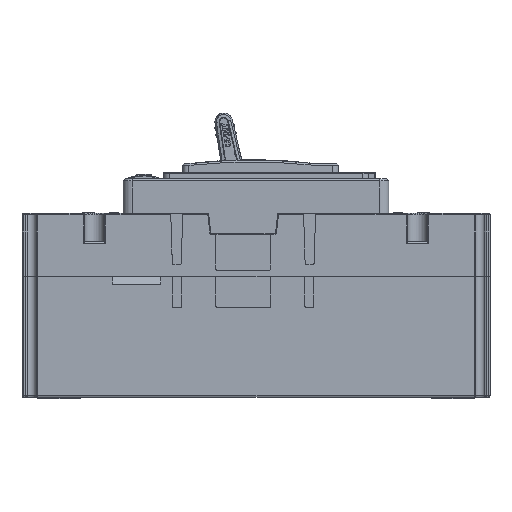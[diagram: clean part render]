
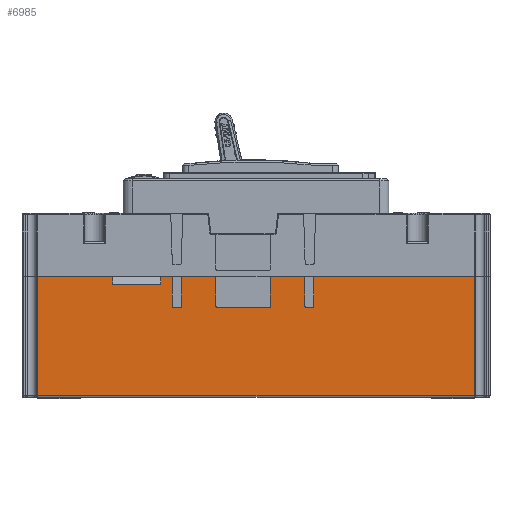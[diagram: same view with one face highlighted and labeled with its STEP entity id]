
A CAD part, left-side view. The second image highlights one B-rep face of the part: STEP entity #6985.
In plain terms, the highlighted planar face has unit normal (-1, 0, 0).
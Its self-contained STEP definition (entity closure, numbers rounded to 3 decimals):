
#2732=CIRCLE('',#94431,0.5);
#2733=CIRCLE('',#94432,0.5);
#2734=CIRCLE('',#94433,0.5);
#2735=CIRCLE('',#94434,0.5);
#2736=CIRCLE('',#94435,0.5);
#2737=CIRCLE('',#94436,0.5);
#6985=ADVANCED_FACE('',(#15305),#11826,.T.);
#11826=PLANE('',#94437);
#15305=FACE_OUTER_BOUND('',#20472,.T.);
#20472=EDGE_LOOP('',(#31084,#31085,#31086,#31087,#31088,#31089,#31090,#31091,
#31092,#31093,#31094,#31095,#31096,#31097,#31098,#31099,#31100,#31101,#31102,
#31103,#31104,#31105,#31106,#31107,#31108,#31109));
#31084=ORIENTED_EDGE('',*,*,#63888,.F.);
#31085=ORIENTED_EDGE('',*,*,#63889,.T.);
#31086=ORIENTED_EDGE('',*,*,#63890,.T.);
#31087=ORIENTED_EDGE('',*,*,#63891,.T.);
#31088=ORIENTED_EDGE('',*,*,#63892,.T.);
#31089=ORIENTED_EDGE('',*,*,#63674,.F.);
#31090=ORIENTED_EDGE('',*,*,#63893,.T.);
#31091=ORIENTED_EDGE('',*,*,#63894,.T.);
#31092=ORIENTED_EDGE('',*,*,#63895,.F.);
#31093=ORIENTED_EDGE('',*,*,#63896,.T.);
#31094=ORIENTED_EDGE('',*,*,#63897,.F.);
#31095=ORIENTED_EDGE('',*,*,#63668,.F.);
#31096=ORIENTED_EDGE('',*,*,#63898,.F.);
#31097=ORIENTED_EDGE('',*,*,#63899,.T.);
#31098=ORIENTED_EDGE('',*,*,#63900,.T.);
#31099=ORIENTED_EDGE('',*,*,#63901,.T.);
#31100=ORIENTED_EDGE('',*,*,#63902,.T.);
#31101=ORIENTED_EDGE('',*,*,#63664,.F.);
#31102=ORIENTED_EDGE('',*,*,#63903,.F.);
#31103=ORIENTED_EDGE('',*,*,#63904,.T.);
#31104=ORIENTED_EDGE('',*,*,#63905,.T.);
#31105=ORIENTED_EDGE('',*,*,#63660,.F.);
#31106=ORIENTED_EDGE('',*,*,#63906,.T.);
#31107=ORIENTED_EDGE('',*,*,#63907,.T.);
#31108=ORIENTED_EDGE('',*,*,#63908,.T.);
#31109=ORIENTED_EDGE('',*,*,#63678,.F.);
#54397=VERTEX_POINT('',#138608);
#54398=VERTEX_POINT('',#138610);
#54401=VERTEX_POINT('',#138616);
#54402=VERTEX_POINT('',#138618);
#54405=VERTEX_POINT('',#138624);
#54406=VERTEX_POINT('',#138626);
#54411=VERTEX_POINT('',#138636);
#54412=VERTEX_POINT('',#138638);
#54415=VERTEX_POINT('',#138644);
#54416=VERTEX_POINT('',#138646);
#54599=VERTEX_POINT('',#139105);
#54600=VERTEX_POINT('',#139107);
#54601=VERTEX_POINT('',#139109);
#54602=VERTEX_POINT('',#139111);
#54603=VERTEX_POINT('',#139114);
#54604=VERTEX_POINT('',#139116);
#54605=VERTEX_POINT('',#139118);
#54606=VERTEX_POINT('',#139120);
#54607=VERTEX_POINT('',#139123);
#54608=VERTEX_POINT('',#139125);
#54609=VERTEX_POINT('',#139127);
#54610=VERTEX_POINT('',#139129);
#54611=VERTEX_POINT('',#139132);
#54612=VERTEX_POINT('',#139134);
#54613=VERTEX_POINT('',#139137);
#54614=VERTEX_POINT('',#139139);
#63660=EDGE_CURVE('',#54397,#54398,#75898,.T.);
#63664=EDGE_CURVE('',#54401,#54402,#75902,.T.);
#63668=EDGE_CURVE('',#54405,#54406,#75906,.T.);
#63674=EDGE_CURVE('',#54411,#54412,#75912,.T.);
#63678=EDGE_CURVE('',#54415,#54416,#75916,.T.);
#63888=EDGE_CURVE('',#54599,#54415,#76076,.T.);
#63889=EDGE_CURVE('',#54599,#54600,#2732,.T.);
#63890=EDGE_CURVE('',#54600,#54601,#76077,.T.);
#63891=EDGE_CURVE('',#54601,#54602,#2733,.T.);
#63892=EDGE_CURVE('',#54602,#54412,#76078,.T.);
#63893=EDGE_CURVE('',#54411,#54603,#76079,.T.);
#63894=EDGE_CURVE('',#54603,#54604,#2734,.T.);
#63895=EDGE_CURVE('',#54605,#54604,#76080,.T.);
#63896=EDGE_CURVE('',#54605,#54606,#2735,.T.);
#63897=EDGE_CURVE('',#54406,#54606,#76081,.T.);
#63898=EDGE_CURVE('',#54607,#54405,#76082,.T.);
#63899=EDGE_CURVE('',#54607,#54608,#2736,.T.);
#63900=EDGE_CURVE('',#54608,#54609,#76083,.T.);
#63901=EDGE_CURVE('',#54609,#54610,#2737,.T.);
#63902=EDGE_CURVE('',#54610,#54402,#76084,.T.);
#63903=EDGE_CURVE('',#54611,#54401,#76085,.T.);
#63904=EDGE_CURVE('',#54611,#54612,#76086,.T.);
#63905=EDGE_CURVE('',#54612,#54398,#76087,.T.);
#63906=EDGE_CURVE('',#54397,#54613,#76088,.T.);
#63907=EDGE_CURVE('',#54613,#54614,#76089,.T.);
#63908=EDGE_CURVE('',#54614,#54416,#76090,.T.);
#75898=LINE('',#138609,#85200);
#75902=LINE('',#138617,#85204);
#75906=LINE('',#138625,#85208);
#75912=LINE('',#138637,#85214);
#75916=LINE('',#138645,#85218);
#76076=LINE('',#139104,#85378);
#76077=LINE('',#139108,#85379);
#76078=LINE('',#139112,#85380);
#76079=LINE('',#139113,#85381);
#76080=LINE('',#139117,#85382);
#76081=LINE('',#139121,#85383);
#76082=LINE('',#139122,#85384);
#76083=LINE('',#139126,#85385);
#76084=LINE('',#139130,#85386);
#76085=LINE('',#139131,#85387);
#76086=LINE('',#139133,#85388);
#76087=LINE('',#139135,#85389);
#76088=LINE('',#139136,#85390);
#76089=LINE('',#139138,#85391);
#76090=LINE('',#139140,#85392);
#85200=VECTOR('',#104818,1.);
#85204=VECTOR('',#104822,1.);
#85208=VECTOR('',#104826,1.);
#85214=VECTOR('',#104832,1.);
#85218=VECTOR('',#104836,1.);
#85378=VECTOR('',#105124,1.);
#85379=VECTOR('',#105127,1.);
#85380=VECTOR('',#105130,1.);
#85381=VECTOR('',#105131,1.);
#85382=VECTOR('',#105134,1.);
#85383=VECTOR('',#105137,1.);
#85384=VECTOR('',#105138,1.);
#85385=VECTOR('',#105141,1.);
#85386=VECTOR('',#105144,1.);
#85387=VECTOR('',#105145,1.);
#85388=VECTOR('',#105146,1.);
#85389=VECTOR('',#105147,1.);
#85390=VECTOR('',#105148,1.);
#85391=VECTOR('',#105149,1.);
#85392=VECTOR('',#105150,1.);
#94431=AXIS2_PLACEMENT_3D('',#139106,#105125,#105126);
#94432=AXIS2_PLACEMENT_3D('',#139110,#105128,#105129);
#94433=AXIS2_PLACEMENT_3D('',#139115,#105132,#105133);
#94434=AXIS2_PLACEMENT_3D('',#139119,#105135,#105136);
#94435=AXIS2_PLACEMENT_3D('',#139124,#105139,#105140);
#94436=AXIS2_PLACEMENT_3D('',#139128,#105142,#105143);
#94437=AXIS2_PLACEMENT_3D('',#139141,#105151,#105152);
#104818=DIRECTION('',(0.,-1.,0.));
#104822=DIRECTION('',(0.,-1.,0.));
#104826=DIRECTION('',(0.,-1.,0.));
#104832=DIRECTION('',(0.,-1.,0.));
#104836=DIRECTION('',(0.,-1.,0.));
#105124=DIRECTION('',(0.,0.,1.));
#105125=DIRECTION('',(1.,0.,0.));
#105126=DIRECTION('',(0.,0.,1.));
#105127=DIRECTION('',(0.,1.,0.));
#105128=DIRECTION('',(1.,0.,0.));
#105129=DIRECTION('',(0.,0.,1.));
#105130=DIRECTION('',(0.,0.,1.));
#105131=DIRECTION('',(0.,0.,-1.));
#105132=DIRECTION('',(1.,0.,0.));
#105133=DIRECTION('',(0.,0.,1.));
#105134=DIRECTION('',(0.,-1.,0.));
#105135=DIRECTION('',(1.,0.,0.));
#105136=DIRECTION('',(0.,0.,1.));
#105137=DIRECTION('',(0.,0.,-1.));
#105138=DIRECTION('',(0.,0.,1.));
#105139=DIRECTION('',(1.,0.,0.));
#105140=DIRECTION('',(0.,0.,1.));
#105141=DIRECTION('',(0.,1.,0.));
#105142=DIRECTION('',(1.,0.,0.));
#105143=DIRECTION('',(0.,0.,1.));
#105144=DIRECTION('',(0.,0.,1.));
#105145=DIRECTION('',(0.,0.,1.));
#105146=DIRECTION('',(0.,1.,0.));
#105147=DIRECTION('',(0.,0.,1.));
#105148=DIRECTION('',(0.,0.,-1.));
#105149=DIRECTION('',(0.,-1.,0.));
#105150=DIRECTION('',(0.,0.,1.));
#105151=DIRECTION('',(-1.,0.,0.));
#105152=DIRECTION('',(0.,-1.,0.));
#138608=CARTESIAN_POINT('',(149.,149.806,0.));
#138609=CARTESIAN_POINT('',(149.,140.672,0.));
#138610=CARTESIAN_POINT('',(149.,125.,0.));
#138616=CARTESIAN_POINT('',(149.,109.,0.));
#138617=CARTESIAN_POINT('',(149.,140.672,0.));
#138618=CARTESIAN_POINT('',(149.,105.2,0.));
#138624=CARTESIAN_POINT('',(149.,102.2,0.));
#138625=CARTESIAN_POINT('',(149.,77.5,0.));
#138626=CARTESIAN_POINT('',(149.,90.75,0.));
#138636=CARTESIAN_POINT('',(149.,72.75,0.));
#138637=CARTESIAN_POINT('',(149.,77.5,0.));
#138638=CARTESIAN_POINT('',(149.,61.3,0.));
#138644=CARTESIAN_POINT('',(149.,58.3,0.));
#138645=CARTESIAN_POINT('',(149.,58.15,0.));
#138646=CARTESIAN_POINT('',(149.,5.194,0.));
#139104=CARTESIAN_POINT('',(149.,58.3,-40.));
#139105=CARTESIAN_POINT('',(149.,58.3,-9.8));
#139106=CARTESIAN_POINT('',(149.,58.8,-9.8));
#139107=CARTESIAN_POINT('',(149.,58.8,-10.3));
#139108=CARTESIAN_POINT('',(149.,155.,-10.3));
#139109=CARTESIAN_POINT('',(149.,60.8,-10.3));
#139110=CARTESIAN_POINT('',(149.,60.8,-9.8));
#139111=CARTESIAN_POINT('',(149.,61.3,-9.8));
#139112=CARTESIAN_POINT('',(149.,61.3,-10.3));
#139113=CARTESIAN_POINT('',(149.,72.75,10.7));
#139114=CARTESIAN_POINT('',(149.,72.75,-9.8));
#139115=CARTESIAN_POINT('',(149.,73.25,-9.8));
#139116=CARTESIAN_POINT('',(149.,73.25,-10.3));
#139117=CARTESIAN_POINT('',(149.,77.5,-10.3));
#139118=CARTESIAN_POINT('',(149.,90.25,-10.3));
#139119=CARTESIAN_POINT('',(149.,90.25,-9.8));
#139120=CARTESIAN_POINT('',(149.,90.75,-9.8));
#139121=CARTESIAN_POINT('',(149.,90.75,10.7));
#139122=CARTESIAN_POINT('',(149.,102.2,-40.));
#139123=CARTESIAN_POINT('',(149.,102.2,-9.8));
#139124=CARTESIAN_POINT('',(149.,102.7,-9.8));
#139125=CARTESIAN_POINT('',(149.,102.7,-10.3));
#139126=CARTESIAN_POINT('',(149.,155.,-10.3));
#139127=CARTESIAN_POINT('',(149.,104.7,-10.3));
#139128=CARTESIAN_POINT('',(149.,104.7,-9.8));
#139129=CARTESIAN_POINT('',(149.,105.2,-9.8));
#139130=CARTESIAN_POINT('',(149.,105.2,-10.3));
#139131=CARTESIAN_POINT('',(149.,109.,-2.5));
#139132=CARTESIAN_POINT('',(149.,109.,-2.5));
#139133=CARTESIAN_POINT('',(149.,109.,-2.5));
#139134=CARTESIAN_POINT('',(149.,125.,-2.5));
#139135=CARTESIAN_POINT('',(149.,125.,-2.5));
#139136=CARTESIAN_POINT('',(149.,149.806,-40.));
#139137=CARTESIAN_POINT('',(149.,149.806,-39.5));
#139138=CARTESIAN_POINT('',(149.,155.,-39.5));
#139139=CARTESIAN_POINT('',(149.,5.194,-39.5));
#139140=CARTESIAN_POINT('',(149.,5.194,0.));
#139141=CARTESIAN_POINT('',(149.,155.,-40.));
